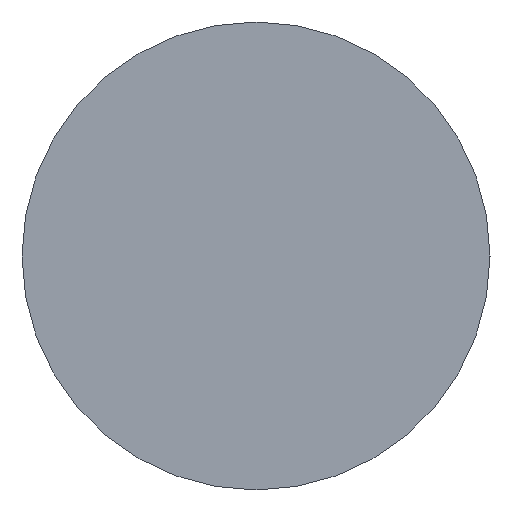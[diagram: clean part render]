
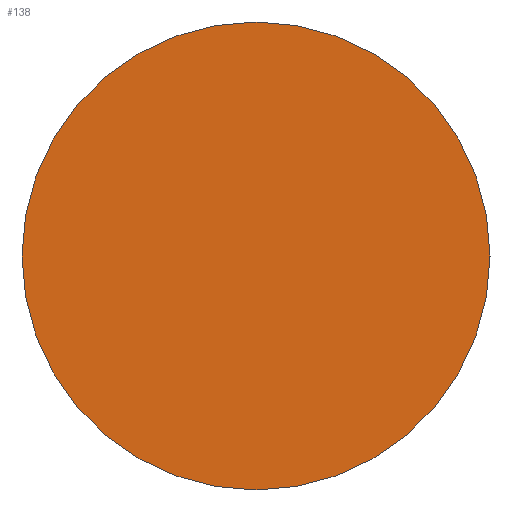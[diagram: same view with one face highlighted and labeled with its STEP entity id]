
A CAD part, front view. The second image highlights one B-rep face of the part: STEP entity #138.
In plain terms, the highlighted planar face has unit normal (0, -1, 0).
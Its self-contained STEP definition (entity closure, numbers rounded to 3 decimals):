
#120=FACE_OUTER_BOUND('',#191,.T.);
#138=ADVANCED_FACE('',(#120),#148,.F.);
#148=PLANE('',#293);
#191=EDGE_LOOP('',(#219));
#219=ORIENTED_EDGE('',*,*,#257,.T.);
#242=VERTEX_POINT('',#389);
#257=EDGE_CURVE('',#242,#242,#271,.T.);
#271=CIRCLE('',#291,2.05);
#291=AXIS2_PLACEMENT_3D('',#388,#334,#335);
#293=AXIS2_PLACEMENT_3D('',#391,#338,#339);
#334=DIRECTION('',(0.,-1.,0.));
#335=DIRECTION('',(1.,0.,0.));
#338=DIRECTION('',(0.,1.,0.));
#339=DIRECTION('',(-1.,0.,0.));
#388=CARTESIAN_POINT('',(-1.546,-11.878,0.));
#389=CARTESIAN_POINT('',(0.504,-11.878,0.));
#391=CARTESIAN_POINT('',(0.504,-11.878,0.));
